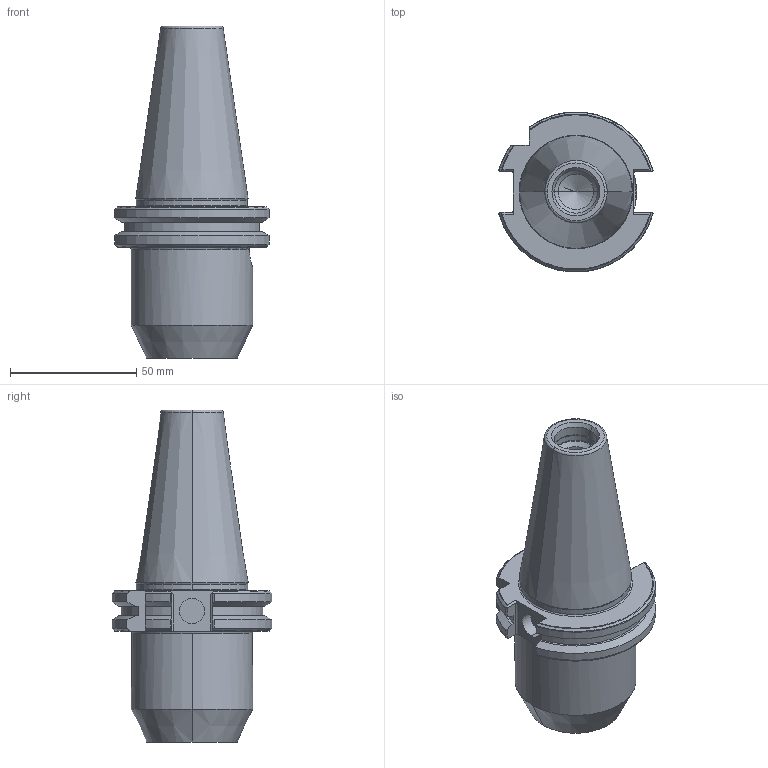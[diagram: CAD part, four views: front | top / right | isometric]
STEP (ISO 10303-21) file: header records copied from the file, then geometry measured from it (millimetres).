
FILE_DESCRIPTION (( 'STEP AP203' ), '1' );
FILE_NAME ('SK40 WN08 050.STEP', '2018-07-12T10:36:54', ( '' ), ( '' ), 'SwSTEP 2.0', 'SolidWorks 2014', '' );
FILE_SCHEMA (( 'CONFIG_CONTROL_DESIGN' ));
Length unit declared in the file: millimetre
Products named in the file (1): SK40 WN08 050
Bounding box: 61.09 x 63.3 x 131.4 mm (x, y, z)
Volume: 172678 mm3; surface area: 26114.1 mm2
Topology: 1 solids, 1 shells, 109 faces, 283 edges, 178 vertices
Faces by surface type: plane 32, cylinder 29, cone 28, torus 20
Entity records: 3542 total; most frequent: CARTESIAN_POINT 873, ORIENTED_EDGE 562, DIRECTION 529, EDGE_CURVE 281, AXIS2_PLACEMENT_3D 212, VERTEX_POINT 178, EDGE_LOOP 113, FACE_OUTER_BOUND 109
